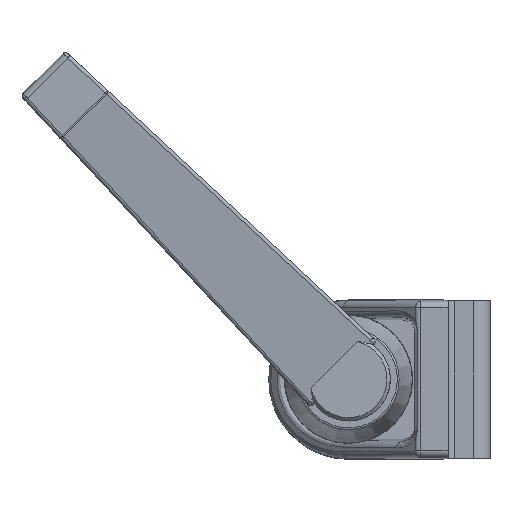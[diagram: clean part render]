
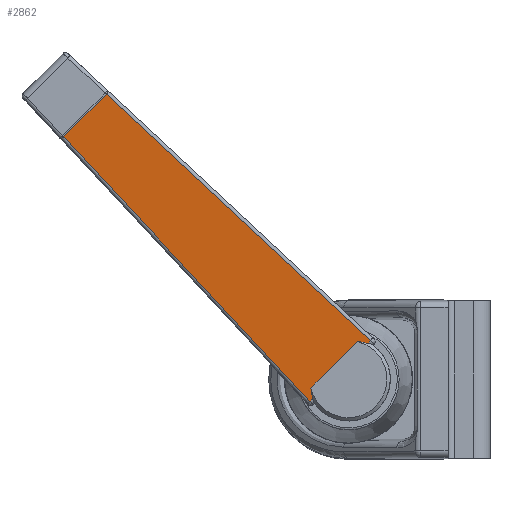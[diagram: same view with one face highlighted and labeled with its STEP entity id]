
A CAD part, top view. The second image highlights one B-rep face of the part: STEP entity #2862.
In plain terms, the highlighted face is planar.
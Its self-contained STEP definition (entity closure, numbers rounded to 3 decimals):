
#80 = CARTESIAN_POINT ( 'NONE',  ( -56.082, 41.471, -4.557 ) ) ;
#86 = CARTESIAN_POINT ( 'NONE',  ( -1., 28., -4.75 ) ) ;
#118 = CARTESIAN_POINT ( 'NONE',  ( -3.044, 28.5, 4.937 ) ) ;
#242 = CARTESIAN_POINT ( 'NONE',  ( -3.044, 28.5, 4.937 ) ) ;
#257 = DIRECTION ( 'NONE',  ( -0.971, 0.237, 0.034 ) ) ;
#288 = CARTESIAN_POINT ( 'NONE',  ( -1.762, 28.186, -5.854 ) ) ;
#363 = EDGE_CURVE ( 'NONE', #3460, #3579, #3069, .T. ) ;
#424 = DIRECTION ( 'NONE',  ( -0.971, 0.238, 0. ) ) ;
#514 = CARTESIAN_POINT ( 'NONE',  ( -2.225, 28.3, -5.597 ) ) ;
#580 = CARTESIAN_POINT ( 'NONE',  ( -56.082, 41.471, -4.75 ) ) ;
#664 = EDGE_CURVE ( 'NONE', #2051, #1842, #2269, .T. ) ;
#707 = VECTOR ( 'NONE', #3335, 1000. ) ;
#730 = VECTOR ( 'NONE', #913, 1000. ) ;
#766 = CARTESIAN_POINT ( 'NONE',  ( -56.082, 41.471, 4.557 ) ) ;
#813 = EDGE_CURVE ( 'NONE', #1842, #3460, #3276, .T. ) ;
#829 = DIRECTION ( 'NONE',  ( 0., 0., -1. ) ) ;
#876 = CARTESIAN_POINT ( 'NONE',  ( -3.044, 28.5, -4.937 ) ) ;
#913 = DIRECTION ( 'NONE',  ( 0., 0., 1. ) ) ;
#940 = CARTESIAN_POINT ( 'NONE',  ( -3.044, 28.5, 0. ) ) ;
#949 = ORIENTED_EDGE ( 'NONE', *, *, #2119, .T. ) ;
#1014 = VECTOR ( 'NONE', #829, 1000. ) ;
#1093 = VECTOR ( 'NONE', #2637, 1000. ) ;
#1173 = VECTOR ( 'NONE', #257, 1000. ) ;
#1213 = FACE_OUTER_BOUND ( 'NONE', #1894, .T. ) ;
#1309 = CARTESIAN_POINT ( 'NONE',  ( -1.762, 28.186, -4.75 ) ) ;
#1447 = CARTESIAN_POINT ( 'NONE',  ( -1.762, 28.186, 5.854 ) ) ;
#1587 = ORIENTED_EDGE ( 'NONE', *, *, #664, .T. ) ;
#1746 = VERTEX_POINT ( 'NONE', #2618 ) ;
#1754 = VERTEX_POINT ( 'NONE', #242 ) ;
#1796 = CARTESIAN_POINT ( 'NONE',  ( -3.044, 28.5, -4.937 ) ) ;
#1832 = VERTEX_POINT ( 'NONE', #2319 ) ;
#1842 = VERTEX_POINT ( 'NONE', #288 ) ;
#1894 = EDGE_LOOP ( 'NONE', ( #949, #3297, #4282, #1587, #2091, #2965, #2161, #2430 ) ) ;
#1900 = LINE ( 'NONE', #940, #1093 ) ;
#1945 =( BOUNDED_CURVE ( )  B_SPLINE_CURVE ( 3, ( #1447, #4168, #2144, #118 ),
 .UNSPECIFIED., .F., .T. ) 
 B_SPLINE_CURVE_WITH_KNOTS ( ( 4, 4 ),
 ( 2.092, 2.321 ),
 .UNSPECIFIED. ) 
 CURVE ( )  GEOMETRIC_REPRESENTATION_ITEM ( )  RATIONAL_B_SPLINE_CURVE ( ( 1., 0.996, 0.996, 1. ) ) 
 REPRESENTATION_ITEM ( '' )  );
#2051 = VERTEX_POINT ( 'NONE', #1796 ) ;
#2091 = ORIENTED_EDGE ( 'NONE', *, *, #813, .T. ) ;
#2110 = VECTOR ( 'NONE', #3930, 1000. ) ;
#2119 = EDGE_CURVE ( 'NONE', #1832, #1746, #2816, .T. ) ;
#2144 = CARTESIAN_POINT ( 'NONE',  ( -2.654, 28.405, 5.289 ) ) ;
#2161 = ORIENTED_EDGE ( 'NONE', *, *, #4297, .T. ) ;
#2269 =( BOUNDED_CURVE ( )  B_SPLINE_CURVE ( 3, ( #876, #3213, #514, #3222 ),
 .UNSPECIFIED., .F., .F. ) 
 B_SPLINE_CURVE_WITH_KNOTS ( ( 4, 4 ),
 ( 3.962, 4.191 ),
 .UNSPECIFIED. ) 
 CURVE ( )  GEOMETRIC_REPRESENTATION_ITEM ( )  RATIONAL_B_SPLINE_CURVE ( ( 1., 0.996, 0.996, 1. ) ) 
 REPRESENTATION_ITEM ( '' )  );
#2319 = CARTESIAN_POINT ( 'NONE',  ( -1.762, 28.186, 6.454 ) ) ;
#2430 = ORIENTED_EDGE ( 'NONE', *, *, #3840, .T. ) ;
#2467 = DIRECTION ( 'NONE',  ( 0.238, 0.971, 0. ) ) ;
#2491 = EDGE_CURVE ( 'NONE', #1746, #1754, #1945, .T. ) ;
#2598 = CARTESIAN_POINT ( 'NONE',  ( -1.746, 28.182, 6.454 ) ) ;
#2618 = CARTESIAN_POINT ( 'NONE',  ( -1.762, 28.186, 5.854 ) ) ;
#2637 = DIRECTION ( 'NONE',  ( 0., 0., -1. ) ) ;
#2644 = LINE ( 'NONE', #580, #730 ) ;
#2775 = PLANE ( 'NONE',  #2810 ) ;
#2810 = AXIS2_PLACEMENT_3D ( 'NONE', #86, #2467, #424 ) ;
#2816 = LINE ( 'NONE', #2852, #1014 ) ;
#2852 = CARTESIAN_POINT ( 'NONE',  ( -1.762, 28.186, -4.75 ) ) ;
#2862 = ADVANCED_FACE ( 'NONE', ( #1213 ), #2775, .T. ) ;
#2965 = ORIENTED_EDGE ( 'NONE', *, *, #363, .T. ) ;
#3069 = LINE ( 'NONE', #4309, #1173 ) ;
#3096 = LINE ( 'NONE', #2598, #2110 ) ;
#3213 = CARTESIAN_POINT ( 'NONE',  ( -2.654, 28.405, -5.289 ) ) ;
#3222 = CARTESIAN_POINT ( 'NONE',  ( -1.762, 28.186, -5.854 ) ) ;
#3276 = LINE ( 'NONE', #1309, #707 ) ;
#3297 = ORIENTED_EDGE ( 'NONE', *, *, #2491, .T. ) ;
#3335 = DIRECTION ( 'NONE',  ( 0., 0., -1. ) ) ;
#3460 = VERTEX_POINT ( 'NONE', #3992 ) ;
#3579 = VERTEX_POINT ( 'NONE', #80 ) ;
#3610 = VERTEX_POINT ( 'NONE', #766 ) ;
#3840 = EDGE_CURVE ( 'NONE', #3610, #1832, #3096, .T. ) ;
#3928 = EDGE_CURVE ( 'NONE', #1754, #2051, #1900, .T. ) ;
#3930 = DIRECTION ( 'NONE',  ( 0.971, -0.237, 0.034 ) ) ;
#3992 = CARTESIAN_POINT ( 'NONE',  ( -1.762, 28.186, -6.454 ) ) ;
#4168 = CARTESIAN_POINT ( 'NONE',  ( -2.225, 28.3, 5.597 ) ) ;
#4282 = ORIENTED_EDGE ( 'NONE', *, *, #3928, .T. ) ;
#4297 = EDGE_CURVE ( 'NONE', #3579, #3610, #2644, .T. ) ;
#4309 = CARTESIAN_POINT ( 'NONE',  ( -1.057, 28.014, -6.478 ) ) ;
